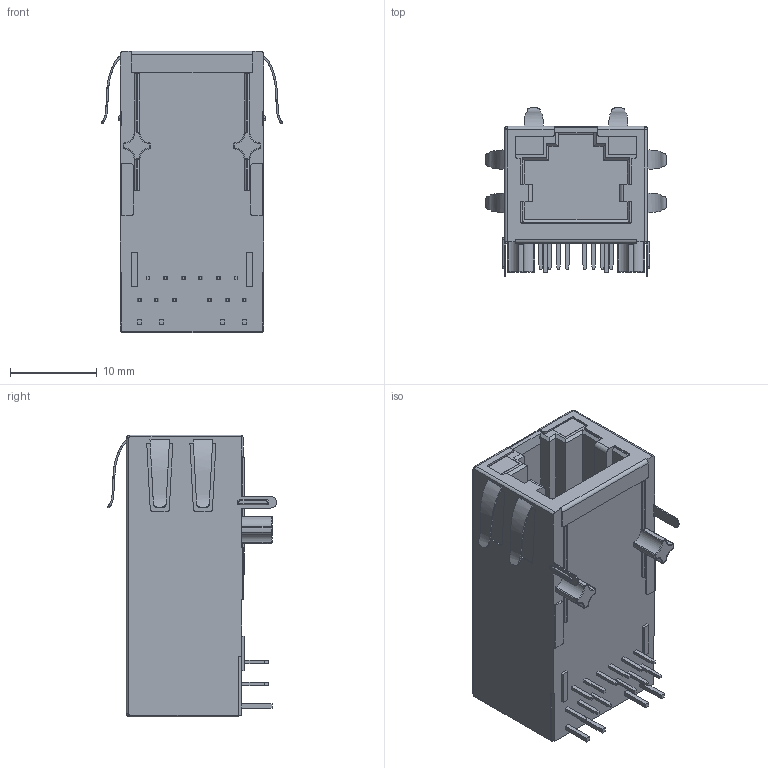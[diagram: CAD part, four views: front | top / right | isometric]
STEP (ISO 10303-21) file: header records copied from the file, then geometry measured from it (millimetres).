
FILE_DESCRIPTION (( 'STEP AP214' ), '1' );
FILE_NAME ('TMJK071AWNL.STEP', '2023-09-21T03:13:45', ( '' ), ( '' ), 'SwSTEP 2.0', 'SolidWorks 2022', '' );
FILE_SCHEMA (( 'AUTOMOTIVE_DESIGN' ));
Length unit declared in the file: millimetre
Products named in the file (1): TMJK071AWNL
Bounding box: 20.93 x 19.46 x 32.5 mm (x, y, z)
Volume: 6280.1 mm3; surface area: 3244 mm2
Topology: 1 solids, 1 shells, 803 faces, 2134 edges, 1362 vertices
Faces by surface type: plane 518, bspline 165, cylinder 116, torus 4
Entity records: 27693 total; most frequent: CARTESIAN_POINT 9263, ORIENTED_EDGE 4188, DIRECTION 3145, EDGE_CURVE 2094, VERTEX_POINT 1362, VECTOR 1307, LINE 1307, AXIS2_PLACEMENT_3D 919
